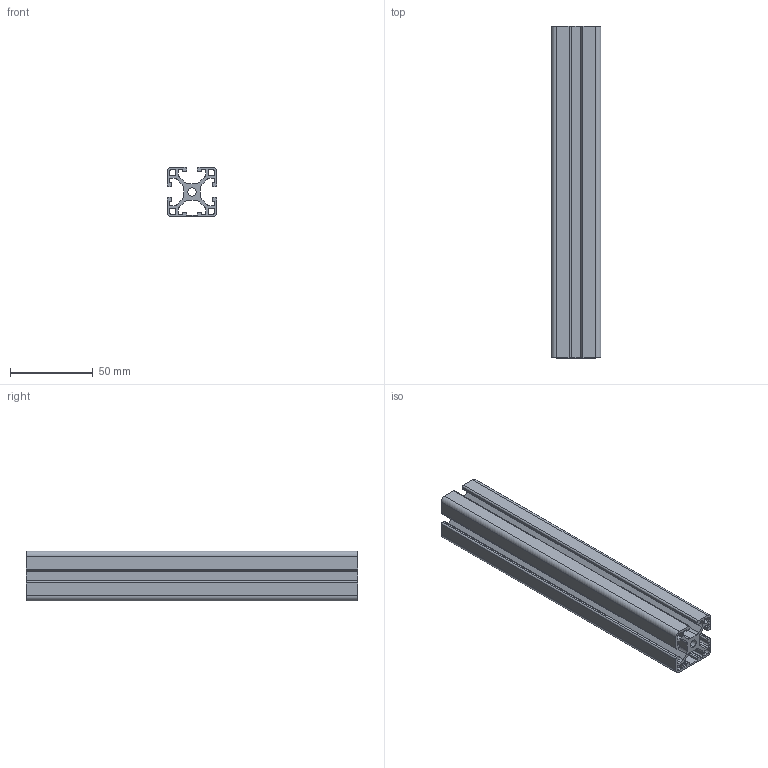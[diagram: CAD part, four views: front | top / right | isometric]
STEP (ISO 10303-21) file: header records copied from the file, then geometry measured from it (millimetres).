
FILE_DESCRIPTION (( 'STEP AP203' ), '1' );
FILE_NAME ('261303911_c_1.STEP', '2022-10-26T14:46:44', ( '' ), ( '' ), 'SwSTEP 2.0', 'SolidWorks 2014', '' );
FILE_SCHEMA (( 'CONFIG_CONTROL_DESIGN' ));
Length unit declared in the file: millimetre
Products named in the file (1): 261303911_c_1
Bounding box: 30 x 200 x 30 mm (x, y, z)
Volume: 68237.6 mm3; surface area: 70149.4 mm2
Topology: 1 solids, 1 shells, 154 faces, 456 edges, 304 vertices
Faces by surface type: plane 78, cylinder 76
Entity records: 5293 total; most frequent: DIRECTION 918, CARTESIAN_POINT 915, ORIENTED_EDGE 912, EDGE_CURVE 456, AXIS2_PLACEMENT_3D 307, LINE 304, VECTOR 304, VERTEX_POINT 304
